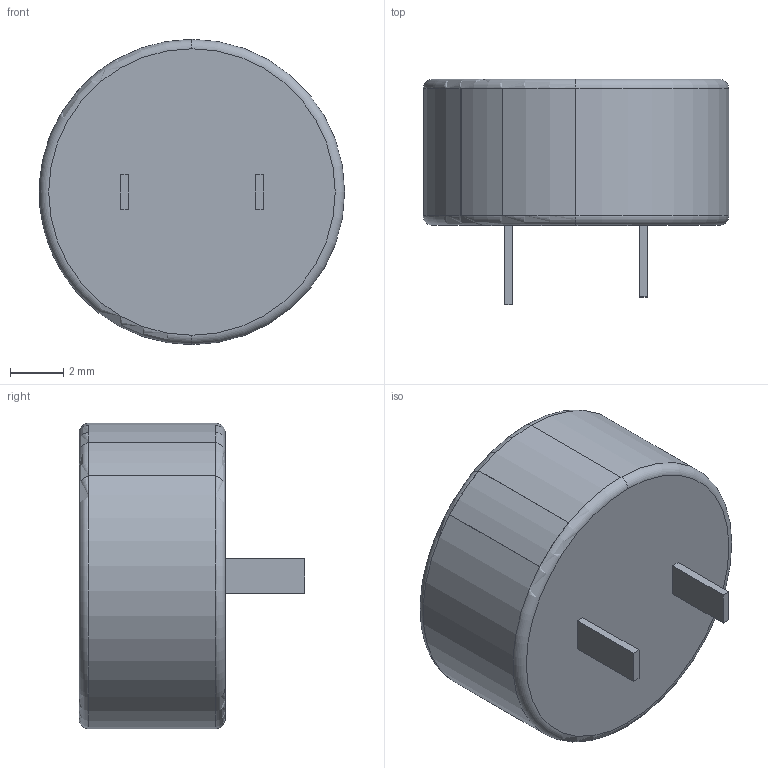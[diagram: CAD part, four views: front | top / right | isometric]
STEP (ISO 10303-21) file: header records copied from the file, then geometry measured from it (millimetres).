
FILE_DESCRIPTION (( 'STEP AP214' ), '1' );
FILE_NAME ('CDR_LPLLN_D11.5L5.5S5.08LLNEG3LLPOS2.7LT10.3LT21.3.STEP', '2019-11-21T21:22:21', ( '' ), ( '' ), 'SwSTEP 2.0', 'SolidWorks 2014', '' );
FILE_SCHEMA (( 'AUTOMOTIVE_DESIGN' ));
Length unit declared in the file: millimetre
Products named in the file (1): CDR_LPLLN_D11.5L5.5S5.08LLNEG3LLPOS2.7LT10.3LT21.3
Bounding box: 11.49 x 8.5 x 11.5 mm (x, y, z)
Volume: 571.6 mm3; surface area: 414 mm2
Topology: 1 solids, 1 shells, 78 faces, 205 edges, 134 vertices
Faces by surface type: plane 70, torus 4, cylinder 4
Entity records: 2661 total; most frequent: CARTESIAN_POINT 418, ORIENTED_EDGE 410, DIRECTION 381, EDGE_CURVE 205, VECTOR 187, LINE 187, VERTEX_POINT 134, AXIS2_PLACEMENT_3D 97
